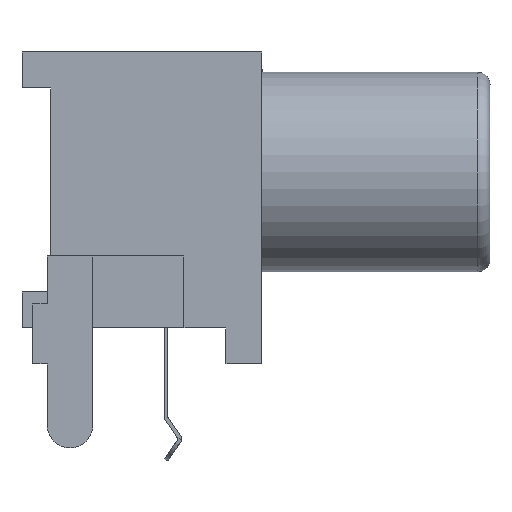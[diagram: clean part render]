
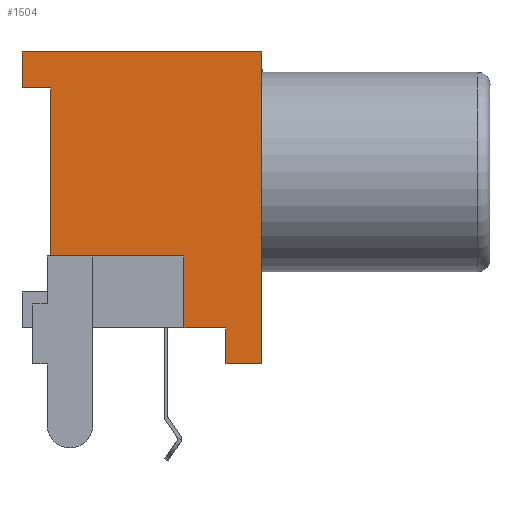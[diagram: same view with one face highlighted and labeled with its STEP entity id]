
A CAD part, left-side view. The second image highlights one B-rep face of the part: STEP entity #1504.
In plain terms, the highlighted planar face has unit normal (-1, 0, 0).
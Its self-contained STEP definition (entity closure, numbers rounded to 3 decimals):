
#117=PLANE('',#1678);
#193=FACE_OUTER_BOUND('',#270,.T.);
#270=EDGE_LOOP('',(#1290,#1291,#1292,#1293,#1294,#1295,#1296,#1297,#1298,
#1299));
#432=LINE('',#2446,#604);
#436=LINE('',#2455,#608);
#443=LINE('',#2469,#615);
#449=LINE('',#2482,#621);
#450=LINE('',#2483,#622);
#451=LINE('',#2485,#623);
#452=LINE('',#2487,#624);
#453=LINE('',#2488,#625);
#454=LINE('',#2490,#626);
#455=LINE('',#2491,#627);
#604=VECTOR('',#1990,1000.);
#608=VECTOR('',#1996,1000.);
#615=VECTOR('',#2005,1000.);
#621=VECTOR('',#2015,1000.);
#622=VECTOR('',#2016,1000.);
#623=VECTOR('',#2017,1000.);
#624=VECTOR('',#2018,1000.);
#625=VECTOR('',#2019,1000.);
#626=VECTOR('',#2020,1000.);
#627=VECTOR('',#2021,1000.);
#773=VERTEX_POINT('',#2443);
#774=VERTEX_POINT('',#2445);
#777=VERTEX_POINT('',#2452);
#778=VERTEX_POINT('',#2454);
#783=VERTEX_POINT('',#2466);
#784=VERTEX_POINT('',#2468);
#789=VERTEX_POINT('',#2481);
#790=VERTEX_POINT('',#2484);
#791=VERTEX_POINT('',#2486);
#792=VERTEX_POINT('',#2489);
#954=EDGE_CURVE('',#774,#773,#432,.T.);
#958=EDGE_CURVE('',#778,#777,#436,.T.);
#965=EDGE_CURVE('',#784,#783,#443,.T.);
#971=EDGE_CURVE('',#789,#784,#449,.T.);
#972=EDGE_CURVE('',#783,#774,#450,.T.);
#973=EDGE_CURVE('',#773,#790,#451,.T.);
#974=EDGE_CURVE('',#790,#791,#452,.T.);
#975=EDGE_CURVE('',#791,#778,#453,.T.);
#976=EDGE_CURVE('',#777,#792,#454,.T.);
#977=EDGE_CURVE('',#792,#789,#455,.T.);
#1290=ORIENTED_EDGE('',*,*,#971,.T.);
#1291=ORIENTED_EDGE('',*,*,#965,.T.);
#1292=ORIENTED_EDGE('',*,*,#972,.T.);
#1293=ORIENTED_EDGE('',*,*,#954,.T.);
#1294=ORIENTED_EDGE('',*,*,#973,.T.);
#1295=ORIENTED_EDGE('',*,*,#974,.T.);
#1296=ORIENTED_EDGE('',*,*,#975,.T.);
#1297=ORIENTED_EDGE('',*,*,#958,.T.);
#1298=ORIENTED_EDGE('',*,*,#976,.T.);
#1299=ORIENTED_EDGE('',*,*,#977,.T.);
#1504=ADVANCED_FACE('',(#193),#117,.F.);
#1678=AXIS2_PLACEMENT_3D('',#2480,#2013,#2014);
#1990=DIRECTION('',(0.,-1.,0.));
#1996=DIRECTION('',(0.,-1.,0.));
#2005=DIRECTION('',(0.,-1.,0.));
#2013=DIRECTION('center_axis',(1.,0.,0.));
#2014=DIRECTION('ref_axis',(0.,0.,1.));
#2015=DIRECTION('',(0.,0.,-1.));
#2016=DIRECTION('',(0.,0.,-1.));
#2017=DIRECTION('',(0.,0.,1.));
#2018=DIRECTION('',(0.,1.,0.));
#2019=DIRECTION('',(0.,0.,-1.));
#2020=DIRECTION('',(0.,0.,-1.));
#2021=DIRECTION('',(0.,-1.,0.));
#2443=CARTESIAN_POINT('',(-5.,-4.,0.));
#2445=CARTESIAN_POINT('',(-5.,-2.5,0.));
#2446=CARTESIAN_POINT('',(-5.,6.,0.));
#2452=CARTESIAN_POINT('',(-5.,4.8,11.5));
#2454=CARTESIAN_POINT('',(-5.,6.,11.5));
#2455=CARTESIAN_POINT('',(-5.,2.9,11.5));
#2466=CARTESIAN_POINT('',(-5.,-2.5,1.5));
#2468=CARTESIAN_POINT('',(-5.,-0.75,1.5));
#2469=CARTESIAN_POINT('',(-5.,-0.75,1.5));
#2480=CARTESIAN_POINT('Origin',(-5.,1.,6.5));
#2481=CARTESIAN_POINT('',(-5.,-0.75,4.5));
#2482=CARTESIAN_POINT('',(-5.,-0.75,4.75));
#2483=CARTESIAN_POINT('',(-5.,-2.5,3.25));
#2484=CARTESIAN_POINT('',(-5.,-4.,13.));
#2485=CARTESIAN_POINT('',(-5.,-4.,0.));
#2486=CARTESIAN_POINT('',(-5.,6.,13.));
#2487=CARTESIAN_POINT('',(-5.,-4.,13.));
#2488=CARTESIAN_POINT('',(-5.,6.,13.));
#2489=CARTESIAN_POINT('',(-5.,4.8,4.5));
#2490=CARTESIAN_POINT('',(-5.,4.8,4.75));
#2491=CARTESIAN_POINT('',(-5.,3.5,4.5));
